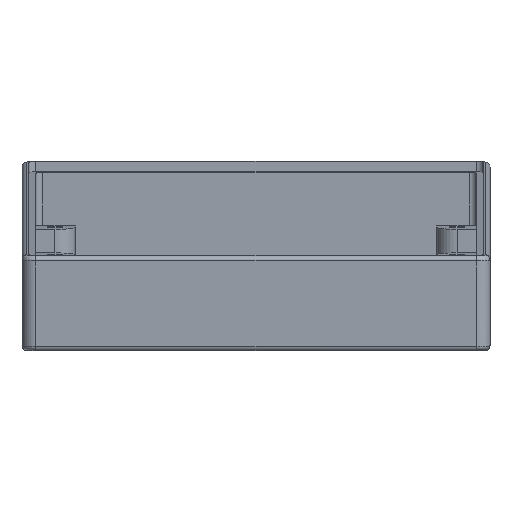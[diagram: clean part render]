
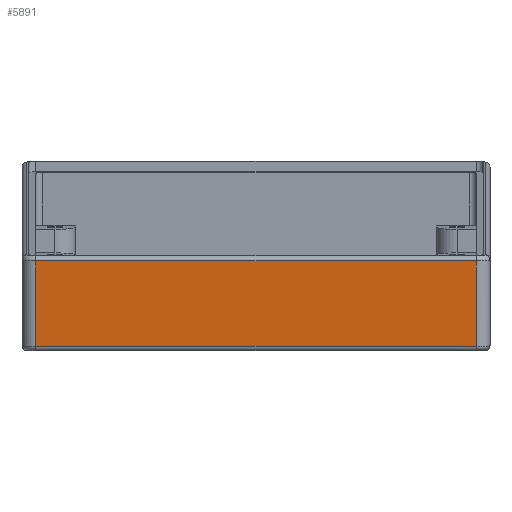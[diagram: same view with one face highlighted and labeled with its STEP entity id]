
A CAD part, front view. The second image highlights one B-rep face of the part: STEP entity #5891.
In plain terms, the highlighted planar face has unit normal (0, -0.995, -0.104).
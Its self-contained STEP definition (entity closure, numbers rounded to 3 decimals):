
#3644 = VERTEX_POINT('',#3645);
#3645 = CARTESIAN_POINT('',(-32.,-67.774,11.029));
#3678 = VERTEX_POINT('',#3679);
#3679 = CARTESIAN_POINT('',(32.,-67.774,11.029));
#3686 = EDGE_CURVE('',#3678,#3644,#3687,.T.);
#3687 = LINE('',#3688,#3689);
#3688 = CARTESIAN_POINT('',(32.,-67.774,11.029));
#3689 = VECTOR('',#3690,1.);
#3690 = DIRECTION('',(-1.,0.,0.));
#5865 = EDGE_CURVE('',#3644,#5866,#5868,.T.);
#5866 = VERTEX_POINT('',#5867);
#5867 = CARTESIAN_POINT('',(-32.,-66.471,-1.373));
#5868 = LINE('',#5869,#5870);
#5869 = CARTESIAN_POINT('',(-32.,-67.847,11.725));
#5870 = VECTOR('',#5871,1.);
#5871 = DIRECTION('',(0.,0.105,-0.995)
  );
#5891 = ADVANCED_FACE('',(#5892),#5910,.F.);
#5892 = FACE_BOUND('',#5893,.F.);
#5893 = EDGE_LOOP('',(#5894,#5895,#5896,#5904));
#5894 = ORIENTED_EDGE('',*,*,#5865,.F.);
#5895 = ORIENTED_EDGE('',*,*,#3686,.F.);
#5896 = ORIENTED_EDGE('',*,*,#5897,.T.);
#5897 = EDGE_CURVE('',#3678,#5898,#5900,.T.);
#5898 = VERTEX_POINT('',#5899);
#5899 = CARTESIAN_POINT('',(32.,-66.471,-1.373));
#5900 = LINE('',#5901,#5902);
#5901 = CARTESIAN_POINT('',(32.,-67.847,11.725));
#5902 = VECTOR('',#5903,1.);
#5903 = DIRECTION('',(0.,0.105,-0.995)
  );
#5904 = ORIENTED_EDGE('',*,*,#5905,.F.);
#5905 = EDGE_CURVE('',#5866,#5898,#5906,.T.);
#5906 = LINE('',#5907,#5908);
#5907 = CARTESIAN_POINT('',(-32.,-66.471,-1.373));
#5908 = VECTOR('',#5909,1.);
#5909 = DIRECTION('',(1.,0.,0.));
#5910 = PLANE('',#5911);
#5911 = AXIS2_PLACEMENT_3D('',#5912,#5913,#5914);
#5912 = CARTESIAN_POINT('',(-32.,-67.847,11.725));
#5913 = DIRECTION('',(0.,0.995,0.105)
  );
#5914 = DIRECTION('',(0.,0.105,-0.995)
  );
